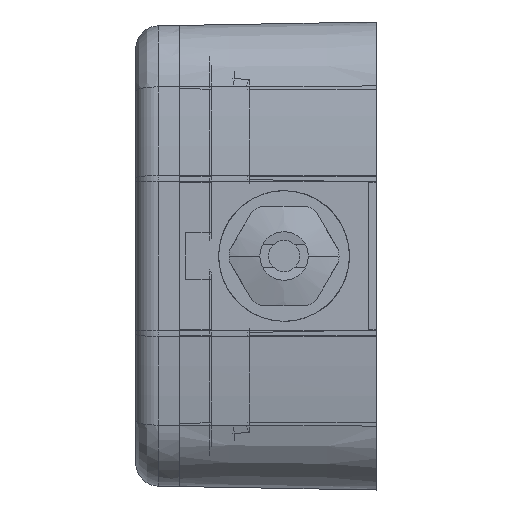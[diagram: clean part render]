
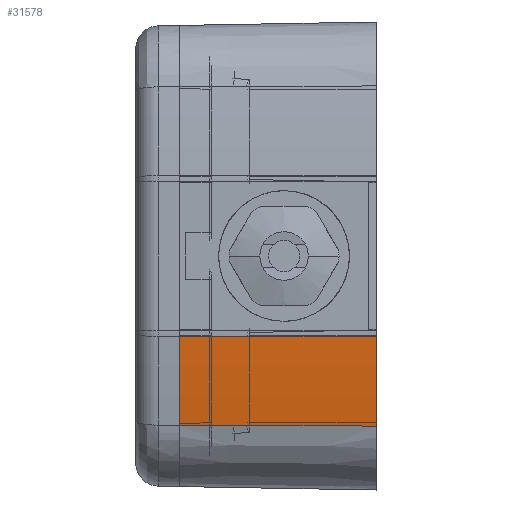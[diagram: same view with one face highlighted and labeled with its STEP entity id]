
A CAD part, left-side view. The second image highlights one B-rep face of the part: STEP entity #31578.
In plain terms, the highlighted conical face has half-angle 1 degrees and reference radius 135.223 mm.
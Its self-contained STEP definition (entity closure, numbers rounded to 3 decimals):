
#4748=CARTESIAN_POINT('',(-184.376,-19.,0.));
#4749=DIRECTION('',(0.,-1.,0.));
#4750=DIRECTION('',(-0.997,0.,-0.077));
#4751=AXIS2_PLACEMENT_3D('',#4748,#4749,#4750);
#5026=CARTESIAN_POINT('',(-318.97,6.6,-10.457));
#5027=CARTESIAN_POINT('',(-319.004,4.641,
-10.458));
#5028=CARTESIAN_POINT('',(-319.074,0.661,
-10.46));
#5029=CARTESIAN_POINT('',(-319.18,-5.431,
-10.464));
#5030=CARTESIAN_POINT('',(-319.292,-11.849,
-10.468));
#5031=CARTESIAN_POINT('',(-319.374,-16.557,-10.471));
#5032=CARTESIAN_POINT('',(-319.417,-19.,-10.473));
#5034=DIRECTION('',(-0.017,-1.,-0.003));
#5035=VECTOR('',#5034,25.604);
#5036=CARTESIAN_POINT('',(-317.562,6.6,-22.052));
#5037=LINE('',#5036,#5035);
#5091=CARTESIAN_POINT('',(-184.376,6.6,0.));
#5092=DIRECTION('',(0.,1.,0.));
#5093=DIRECTION('',(-0.987,0.,-0.163));
#5094=AXIS2_PLACEMENT_3D('',#5091,#5092,#5093);
#24484=CARTESIAN_POINT('',(-319.417,-19.,-10.473));
#24485=CARTESIAN_POINT('',(-318.003,-19.,-22.125));
#24486=VERTEX_POINT('',#24484);
#24487=VERTEX_POINT('',#24485);
#25810=VERTEX_POINT('',#5026);
#26880=CARTESIAN_POINT('',(-317.562,6.6,-22.052));
#26881=VERTEX_POINT('',#26880);
#31564=CARTESIAN_POINT('',(-184.376,-6.2,0.));
#31565=DIRECTION('',(0.,-1.,0.));
#31566=DIRECTION('',(-1.,0.,0.));
#31567=AXIS2_PLACEMENT_3D('',#31564,#31565,#31566);
#31568=CONICAL_SURFACE('',#31567,135.223,1.);
#31569=ORIENTED_EDGE('',*,*,#31398,.T.);
#31571=ORIENTED_EDGE('',*,*,#31570,.F.);
#31573=ORIENTED_EDGE('',*,*,#31572,.T.);
#31575=ORIENTED_EDGE('',*,*,#31574,.T.);
#31576=EDGE_LOOP('',(#31569,#31571,#31573,#31575));
#31577=FACE_OUTER_BOUND('',#31576,.F.);
#4752=CIRCLE('',#4751,135.447);
#5033=B_SPLINE_CURVE_WITH_KNOTS('',3,(#5026,#5027,#5028,#5029,#5030,#5031,
#5032),.UNSPECIFIED.,.F.,.F.,(4,1,1,1,4),(0.,0.25,0.5,0.75,1.),
.UNSPECIFIED.);
#5095=CIRCLE('',#5094,135.);
#31398=EDGE_CURVE('',#24486,#24487,#4752,.T.);
#31570=EDGE_CURVE('',#26881,#24487,#5037,.T.);
#31572=EDGE_CURVE('',#26881,#25810,#5095,.T.);
#31574=EDGE_CURVE('',#25810,#24486,#5033,.T.);
#31578=ADVANCED_FACE('',(#31577),#31568,.T.);
